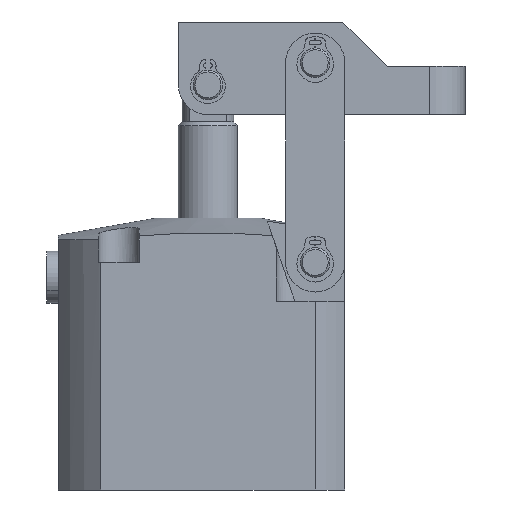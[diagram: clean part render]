
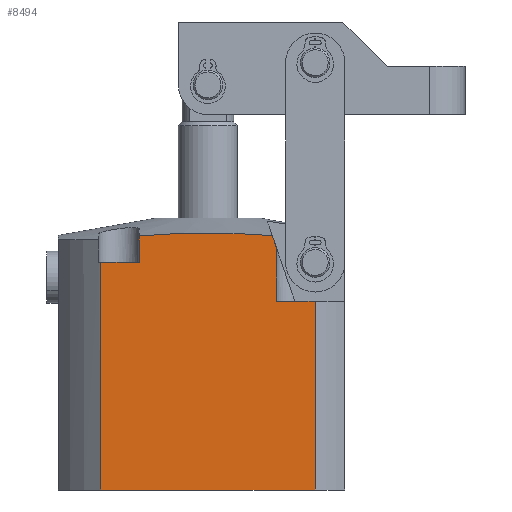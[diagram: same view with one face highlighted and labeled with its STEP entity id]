
A CAD part, front view. The second image highlights one B-rep face of the part: STEP entity #8494.
In plain terms, the highlighted planar face has unit normal (0, -1, 0).
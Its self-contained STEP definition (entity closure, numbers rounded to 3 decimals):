
#219 = DIRECTION ( 'NONE',  ( 0., 0., 1. ) ) ;
#222 = PLANE ( 'NONE',  #10147 ) ;
#300 = DIRECTION ( 'NONE',  ( 0., 1., 0. ) ) ;
#435 = CARTESIAN_POINT ( 'NONE',  ( 18.5, -37., 4.5 ) ) ;
#459 = CARTESIAN_POINT ( 'NONE',  ( 0., -37., 27. ) ) ;
#755 = EDGE_LOOP ( 'NONE', ( #7225, #7251, #7242, #6144, #6175, #7217, #7198, #7206, #6204 ) ) ;
#1561 = B_SPLINE_CURVE_WITH_KNOTS ( 'NONE', 3,
 ( #4873, #4883, #4855, #5045, #4854, #4853, #4862, #4852, #4847, #4848 ),
 .UNSPECIFIED., .F., .F.,
 ( 4, 2, 2, 2, 4 ),
 ( 0.111, 0.12, 0.129, 0.138, 0.147 ),
 .UNSPECIFIED. ) ;
#1628 = VERTEX_POINT ( 'NONE', #8641 ) ;
#1644 = VERTEX_POINT ( 'NONE', #9033 ) ;
#1647 = VERTEX_POINT ( 'NONE', #9012 ) ;
#2563 = VERTEX_POINT ( 'NONE', #8987 ) ;
#2581 = VERTEX_POINT ( 'NONE', #8855 ) ;
#3029 = VERTEX_POINT ( 'NONE', #8835 ) ;
#3035 = VERTEX_POINT ( 'NONE', #8695 ) ;
#3045 = VERTEX_POINT ( 'NONE', #8817 ) ;
#3380 = CARTESIAN_POINT ( 'NONE',  ( 28.983, -37., -46.5 ) ) ;
#3395 = DIRECTION ( 'NONE',  ( -1., 0., 0. ) ) ;
#3612 = FACE_OUTER_BOUND ( 'NONE', #755, .T. ) ;
#3648 = LINE ( 'NONE', #435, #3653 ) ;
#3652 = LINE ( 'NONE', #5847, #3657 ) ;
#3653 = VECTOR ( 'NONE', #8509, 1000. ) ;
#3657 = VECTOR ( 'NONE', #6313, 1000. ) ;
#3683 = LINE ( 'NONE', #6369, #3691 ) ;
#3685 = LINE ( 'NONE', #6390, #3688 ) ;
#3688 = VECTOR ( 'NONE', #6499, 1000. ) ;
#3691 = VECTOR ( 'NONE', #6396, 1000. ) ;
#3696 = LINE ( 'NONE', #6440, #3701 ) ;
#3701 = VECTOR ( 'NONE', #6545, 1000. ) ;
#3798 = LINE ( 'NONE', #4846, #3799 ) ;
#3799 = VECTOR ( 'NONE', #4833, 1000. ) ;
#3836 = LINE ( 'NONE', #4975, #3839 ) ;
#3839 = VECTOR ( 'NONE', #4974, 1000. ) ;
#3912 = LINE ( 'NONE', #3380, #3916 ) ;
#3916 = VECTOR ( 'NONE', #3395, 1000. ) ;
#4833 = DIRECTION ( 'NONE',  ( 0., 0., -1. ) ) ;
#4846 = CARTESIAN_POINT ( 'NONE',  ( 28.983, -37., 27. ) ) ;
#4847 = CARTESIAN_POINT ( 'NONE',  ( -15.51, -37., 22.41 ) ) ;
#4848 = CARTESIAN_POINT ( 'NONE',  ( -18.5, -37., 22.174 ) ) ;
#4852 = CARTESIAN_POINT ( 'NONE',  ( -12.519, -37., 22.6 ) ) ;
#4853 = CARTESIAN_POINT ( 'NONE',  ( -3.548, -37., 22.936 ) ) ;
#4854 = CARTESIAN_POINT ( 'NONE',  ( 2.433, -37., 22.952 ) ) ;
#4855 = CARTESIAN_POINT ( 'NONE',  ( 11.404, -37., 22.661 ) ) ;
#4862 = CARTESIAN_POINT ( 'NONE',  ( -6.538, -37., 22.863 ) ) ;
#4873 = CARTESIAN_POINT ( 'NONE',  ( 17.385, -37., 22.26 ) ) ;
#4883 = CARTESIAN_POINT ( 'NONE',  ( 14.394, -37., 22.484 ) ) ;
#4974 = DIRECTION ( 'NONE',  ( -1., 0., 0. ) ) ;
#4975 = CARTESIAN_POINT ( 'NONE',  ( 0., -37., 4.5 ) ) ;
#5045 = CARTESIAN_POINT ( 'NONE',  ( 5.423, -37., 22.895 ) ) ;
#5847 = CARTESIAN_POINT ( 'NONE',  ( -29.5, -37., 15. ) ) ;
#6144 = ORIENTED_EDGE ( 'NONE', *, *, #9222, .F. ) ;
#6175 = ORIENTED_EDGE ( 'NONE', *, *, #9198, .F. ) ;
#6204 = ORIENTED_EDGE ( 'NONE', *, *, #9320, .T. ) ;
#6313 = DIRECTION ( 'NONE',  ( 1., 0., 0. ) ) ;
#6369 = CARTESIAN_POINT ( 'NONE',  ( 15.753, -37., 27. ) ) ;
#6390 = CARTESIAN_POINT ( 'NONE',  ( -18.5, -37., 15. ) ) ;
#6396 = DIRECTION ( 'NONE',  ( 0.326, 0., -0.946 ) ) ;
#6440 = CARTESIAN_POINT ( 'NONE',  ( -28.983, -37., 27. ) ) ;
#6499 = DIRECTION ( 'NONE',  ( 0., 0., 1. ) ) ;
#6545 = DIRECTION ( 'NONE',  ( 0., 0., -1. ) ) ;
#6650 = VERTEX_POINT ( 'NONE', #8753 ) ;
#7198 = ORIENTED_EDGE ( 'NONE', *, *, #9371, .F. ) ;
#7206 = ORIENTED_EDGE ( 'NONE', *, *, #9295, .F. ) ;
#7217 = ORIENTED_EDGE ( 'NONE', *, *, #9231, .T. ) ;
#7225 = ORIENTED_EDGE ( 'NONE', *, *, #9196, .T. ) ;
#7242 = ORIENTED_EDGE ( 'NONE', *, *, #9294, .T. ) ;
#7251 = ORIENTED_EDGE ( 'NONE', *, *, #9224, .F. ) ;
#8494 = ADVANCED_FACE ( 'NONE', ( #3612 ), #222, .F. ) ;
#8509 = DIRECTION ( 'NONE',  ( 0., 0., 1. ) ) ;
#8641 = CARTESIAN_POINT ( 'NONE',  ( -18.5, -37., 15. ) ) ;
#8695 = CARTESIAN_POINT ( 'NONE',  ( 28.983, -37., -46.5 ) ) ;
#8753 = CARTESIAN_POINT ( 'NONE',  ( 18.5, -37., 19.021 ) ) ;
#8817 = CARTESIAN_POINT ( 'NONE',  ( -28.983, -37., 15. ) ) ;
#8835 = CARTESIAN_POINT ( 'NONE',  ( -28.983, -37., -46.5 ) ) ;
#8855 = CARTESIAN_POINT ( 'NONE',  ( 18.5, -37., 4.5 ) ) ;
#8987 = CARTESIAN_POINT ( 'NONE',  ( 28.983, -37., 4.5 ) ) ;
#9012 = CARTESIAN_POINT ( 'NONE',  ( -18.5, -37., 22.174 ) ) ;
#9033 = CARTESIAN_POINT ( 'NONE',  ( 17.385, -37., 22.26 ) ) ;
#9196 = EDGE_CURVE ( 'NONE', #2581, #6650, #3648, .T. ) ;
#9198 = EDGE_CURVE ( 'NONE', #3045, #1628, #3652, .T. ) ;
#9222 = EDGE_CURVE ( 'NONE', #1628, #1647, #3685, .T. ) ;
#9224 = EDGE_CURVE ( 'NONE', #1644, #6650, #3683, .T. ) ;
#9231 = EDGE_CURVE ( 'NONE', #3045, #3029, #3696, .T. ) ;
#9294 = EDGE_CURVE ( 'NONE', #1644, #1647, #1561, .T. ) ;
#9295 = EDGE_CURVE ( 'NONE', #2563, #3035, #3798, .T. ) ;
#9320 = EDGE_CURVE ( 'NONE', #2563, #2581, #3836, .T. ) ;
#9371 = EDGE_CURVE ( 'NONE', #3035, #3029, #3912, .T. ) ;
#10147 = AXIS2_PLACEMENT_3D ( 'NONE', #459, #300, #219 ) ;
